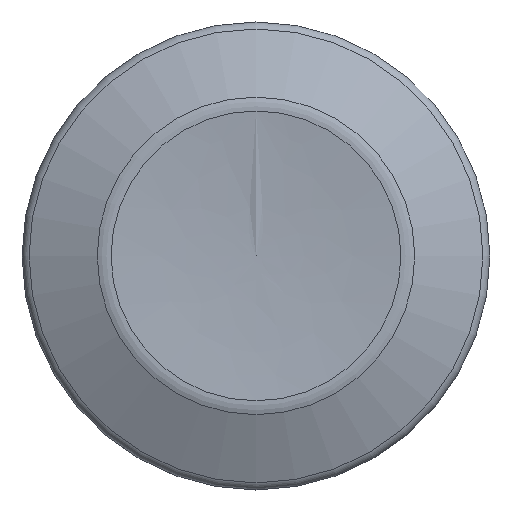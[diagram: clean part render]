
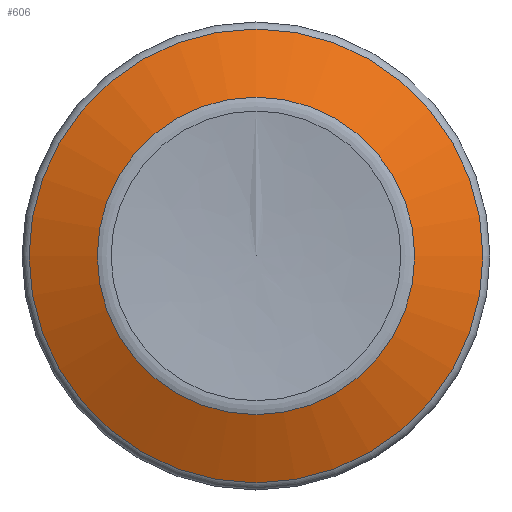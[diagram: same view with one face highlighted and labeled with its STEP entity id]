
A CAD part, top view. The second image highlights one B-rep face of the part: STEP entity #606.
In plain terms, the highlighted conical face has half-angle 66.457 degrees and reference radius 13.572 mm.
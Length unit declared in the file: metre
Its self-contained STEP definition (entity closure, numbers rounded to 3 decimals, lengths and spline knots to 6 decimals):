
#606 = ADVANCED_FACE( '', ( #1689, #1690 ), #1691, .T. );
#1689 = FACE_OUTER_BOUND( '', #3041, .T. );
#1690 = FACE_BOUND( '', #3042, .T. );
#1691 = CONICAL_SURFACE( '', #3043, 0.013572, 1.16 );
#3041 = EDGE_LOOP( '', ( #7130 ) );
#3042 = EDGE_LOOP( '', ( #7131 ) );
#3043 = AXIS2_PLACEMENT_3D( '', #7132, #7133, #7134 );
#7130 = ORIENTED_EDGE( '', *, *, #8736, .T. );
#7131 = ORIENTED_EDGE( '', *, *, #8737, .F. );
#7132 = CARTESIAN_POINT( '', ( 0., 0., 0.063601 ) );
#7133 = DIRECTION( '', ( 0., 0., -1. ) );
#7134 = DIRECTION( '', ( 0., -1., 0. ) );
#8736 = EDGE_CURVE( '', #10994, #10994, #10995, .T. );
#8737 = EDGE_CURVE( '', #10996, #10996, #10997, .T. );
#10994 = VERTEX_POINT( '', #14712 );
#10995 = CIRCLE( '', #14713, 0.019399 );
#10996 = VERTEX_POINT( '', #14714 );
#10997 = CIRCLE( '', #14715, 0.013572 );
#14712 = CARTESIAN_POINT( '', ( 0., 0.019399, 0.061062 ) );
#14713 = AXIS2_PLACEMENT_3D( '', #16582, #16583, #16584 );
#14714 = CARTESIAN_POINT( '', ( 0., 0.013572, 0.063601 ) );
#14715 = AXIS2_PLACEMENT_3D( '', #16585, #16586, #16587 );
#16582 = CARTESIAN_POINT( '', ( 0., 0., 0.061062 ) );
#16583 = DIRECTION( '', ( 0., 0., 1. ) );
#16584 = DIRECTION( '', ( 0., 1., 0. ) );
#16585 = CARTESIAN_POINT( '', ( 0., 0., 0.063601 ) );
#16586 = DIRECTION( '', ( 0., 0., 1. ) );
#16587 = DIRECTION( '', ( 0., 1., 0. ) );
